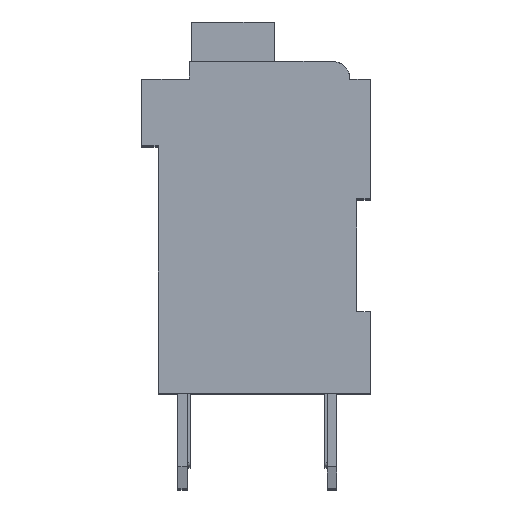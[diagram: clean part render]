
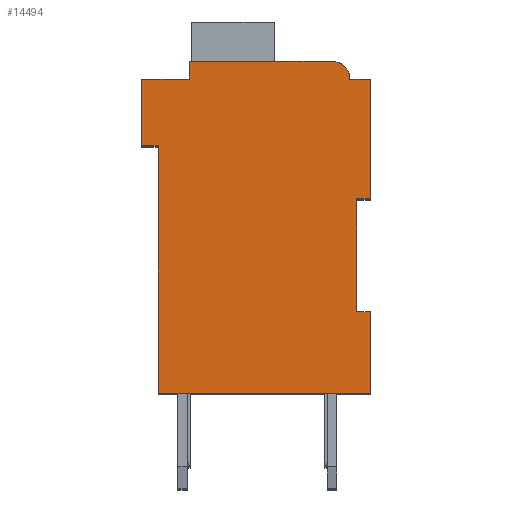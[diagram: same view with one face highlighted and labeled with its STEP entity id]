
A CAD part, top view. The second image highlights one B-rep face of the part: STEP entity #14494.
In plain terms, the highlighted planar face has unit normal (0, 0, 1).
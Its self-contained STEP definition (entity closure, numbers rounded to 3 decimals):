
#3657=DIRECTION('',(1.,0.,0.));
#3658=VECTOR('',#3657,0.5);
#3659=CARTESIAN_POINT('',(7.3,7.15,2.1));
#3660=LINE('',#3659,#3658);
#3661=DIRECTION('',(0.,1.,0.));
#3662=VECTOR('',#3661,4.15);
#3663=CARTESIAN_POINT('',(7.3,3.,2.1));
#3664=LINE('',#3663,#3662);
#3665=DIRECTION('',(-1.,0.,0.));
#3666=VECTOR('',#3665,0.5);
#3667=CARTESIAN_POINT('',(7.8,3.,2.1));
#3668=LINE('',#3667,#3666);
#3669=DIRECTION('',(0.,1.,0.));
#3670=VECTOR('',#3669,3.);
#3671=CARTESIAN_POINT('',(7.8,0.,2.1));
#3672=LINE('',#3671,#3670);
#3673=DIRECTION('',(1.,0.,0.));
#3674=VECTOR('',#3673,7.8);
#3675=CARTESIAN_POINT('',(0.,0.,2.1));
#3676=LINE('',#3675,#3674);
#3677=DIRECTION('',(0.,-1.,0.));
#3678=VECTOR('',#3677,9.1);
#3679=CARTESIAN_POINT('',(0.,9.1,2.1));
#3680=LINE('',#3679,#3678);
#3681=DIRECTION('',(1.,0.,0.));
#3682=VECTOR('',#3681,0.6);
#3683=CARTESIAN_POINT('',(-0.6,9.1,2.1));
#3684=LINE('',#3683,#3682);
#3685=DIRECTION('',(0.,-1.,0.));
#3686=VECTOR('',#3685,2.45);
#3687=CARTESIAN_POINT('',(-0.6,11.55,2.1));
#3688=LINE('',#3687,#3686);
#3689=DIRECTION('',(-1.,0.,0.));
#3690=VECTOR('',#3689,1.75);
#3691=CARTESIAN_POINT('',(1.15,11.55,2.1));
#3692=LINE('',#3691,#3690);
#3693=DIRECTION('',(0.,-1.,0.));
#3694=VECTOR('',#3693,0.65);
#3695=CARTESIAN_POINT('',(1.15,12.2,2.1));
#3696=LINE('',#3695,#3694);
#3697=DIRECTION('',(-1.,0.,0.));
#3698=VECTOR('',#3697,5.25);
#3699=CARTESIAN_POINT('',(6.4,12.2,2.1));
#3700=LINE('',#3699,#3698);
#3701=CARTESIAN_POINT('',(6.4,11.55,2.1));
#3702=DIRECTION('',(0.,0.,1.));
#3703=DIRECTION('',(1.,0.,0.));
#3704=AXIS2_PLACEMENT_3D('',#3701,#3702,#3703);
#3706=DIRECTION('',(-1.,0.,0.));
#3707=VECTOR('',#3706,0.75);
#3708=CARTESIAN_POINT('',(7.8,11.55,2.1));
#3709=LINE('',#3708,#3707);
#3710=DIRECTION('',(0.,1.,0.));
#3711=VECTOR('',#3710,4.4);
#3712=CARTESIAN_POINT('',(7.8,7.15,2.1));
#3713=LINE('',#3712,#3711);
#8062=CARTESIAN_POINT('',(7.3,7.15,2.1));
#8063=CARTESIAN_POINT('',(7.8,7.15,2.1));
#8064=VERTEX_POINT('',#8062);
#8065=VERTEX_POINT('',#8063);
#8066=CARTESIAN_POINT('',(7.8,11.55,2.1));
#8067=VERTEX_POINT('',#8066);
#8068=CARTESIAN_POINT('',(7.05,11.55,2.1));
#8069=VERTEX_POINT('',#8068);
#8070=CARTESIAN_POINT('',(6.4,12.2,2.1));
#8071=VERTEX_POINT('',#8070);
#8072=CARTESIAN_POINT('',(1.15,12.2,2.1));
#8073=VERTEX_POINT('',#8072);
#8074=CARTESIAN_POINT('',(1.15,11.55,2.1));
#8075=VERTEX_POINT('',#8074);
#8076=CARTESIAN_POINT('',(-0.6,11.55,2.1));
#8077=VERTEX_POINT('',#8076);
#8078=CARTESIAN_POINT('',(-0.6,9.1,2.1));
#8079=VERTEX_POINT('',#8078);
#8080=CARTESIAN_POINT('',(0.,9.1,2.1));
#8081=VERTEX_POINT('',#8080);
#8082=CARTESIAN_POINT('',(0.,0.,2.1));
#8083=VERTEX_POINT('',#8082);
#8084=CARTESIAN_POINT('',(7.8,0.,2.1));
#8085=VERTEX_POINT('',#8084);
#8086=CARTESIAN_POINT('',(7.8,3.,2.1));
#8087=VERTEX_POINT('',#8086);
#8088=CARTESIAN_POINT('',(7.3,3.,2.1));
#8089=VERTEX_POINT('',#8088);
#14473=CARTESIAN_POINT('',(0.,0.,2.1));
#14474=DIRECTION('',(0.,0.,1.));
#14475=DIRECTION('',(1.,0.,0.));
#14476=AXIS2_PLACEMENT_3D('',#14473,#14474,#14475);
#14477=PLANE('',#14476);
#14478=ORIENTED_EDGE('',*,*,#10607,.F.);
#14479=ORIENTED_EDGE('',*,*,#11041,.F.);
#14480=ORIENTED_EDGE('',*,*,#11365,.F.);
#14481=ORIENTED_EDGE('',*,*,#11570,.F.);
#14482=ORIENTED_EDGE('',*,*,#11815,.F.);
#14483=ORIENTED_EDGE('',*,*,#12148,.F.);
#14484=ORIENTED_EDGE('',*,*,#12695,.F.);
#14485=ORIENTED_EDGE('',*,*,#12839,.F.);
#14486=ORIENTED_EDGE('',*,*,#13054,.F.);
#14487=ORIENTED_EDGE('',*,*,#13483,.F.);
#14488=ORIENTED_EDGE('',*,*,#13813,.F.);
#14489=ORIENTED_EDGE('',*,*,#13105,.F.);
#14490=ORIENTED_EDGE('',*,*,#13354,.F.);
#14491=ORIENTED_EDGE('',*,*,#10936,.F.);
#14492=EDGE_LOOP('',(#14478,#14479,#14480,#14481,#14482,#14483,#14484,#14485,
#14486,#14487,#14488,#14489,#14490,#14491));
#14493=FACE_OUTER_BOUND('',#14492,.F.);
#3705=CIRCLE('',#3704,0.65);
#10607=EDGE_CURVE('',#8064,#8065,#3660,.T.);
#10936=EDGE_CURVE('',#8065,#8067,#3713,.T.);
#11041=EDGE_CURVE('',#8089,#8064,#3664,.T.);
#11365=EDGE_CURVE('',#8087,#8089,#3668,.T.);
#11570=EDGE_CURVE('',#8085,#8087,#3672,.T.);
#11815=EDGE_CURVE('',#8083,#8085,#3676,.T.);
#12148=EDGE_CURVE('',#8081,#8083,#3680,.T.);
#12695=EDGE_CURVE('',#8079,#8081,#3684,.T.);
#12839=EDGE_CURVE('',#8077,#8079,#3688,.T.);
#13054=EDGE_CURVE('',#8075,#8077,#3692,.T.);
#13105=EDGE_CURVE('',#8069,#8071,#3705,.T.);
#13354=EDGE_CURVE('',#8067,#8069,#3709,.T.);
#13483=EDGE_CURVE('',#8073,#8075,#3696,.T.);
#13813=EDGE_CURVE('',#8071,#8073,#3700,.T.);
#14494=ADVANCED_FACE('',(#14493),#14477,.T.);
